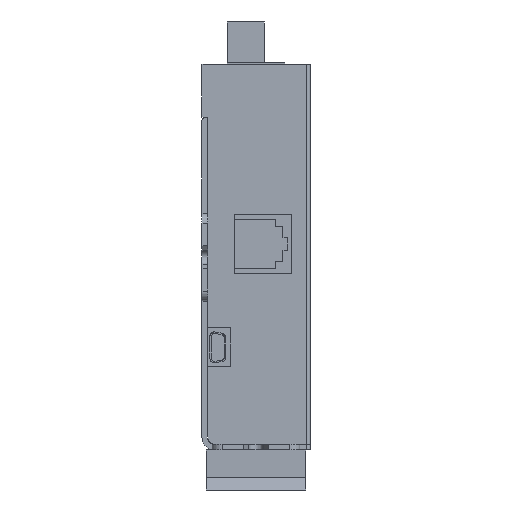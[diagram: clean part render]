
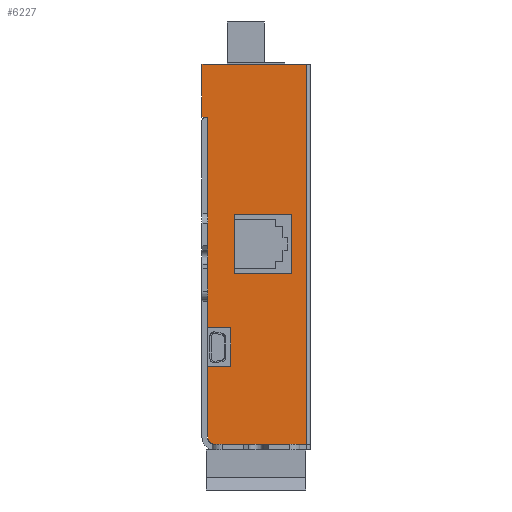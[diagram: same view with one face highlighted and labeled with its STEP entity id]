
A CAD part, front view. The second image highlights one B-rep face of the part: STEP entity #6227.
In plain terms, the highlighted planar face has unit normal (0, -1, 0).
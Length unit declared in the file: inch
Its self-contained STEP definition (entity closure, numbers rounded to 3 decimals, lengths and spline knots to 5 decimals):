
#152 = VECTOR ( 'NONE', #11996, 39.37008 ) ;
#361 = CARTESIAN_POINT ( 'NONE',  ( 0.505, -2.35, -1.855 ) ) ;
#502 = CARTESIAN_POINT ( 'NONE',  ( -0.215, -2.35, 0.425 ) ) ;
#530 = DIRECTION ( 'NONE',  ( 1., 0., 0. ) ) ;
#750 = CARTESIAN_POINT ( 'NONE',  ( -0.25, -2.35, -1.08 ) ) ;
#808 = CARTESIAN_POINT ( 'NONE',  ( -0.535, -2.35, 1.91 ) ) ;
#820 = DIRECTION ( 'NONE',  ( 0., 0., -1. ) ) ;
#860 = CARTESIAN_POINT ( 'NONE',  ( 0.355, -2.35, -0.165 ) ) ;
#871 = CARTESIAN_POINT ( 'NONE',  ( -0.48, -2.35, -1.77962 ) ) ;
#1115 = CARTESIAN_POINT ( 'NONE',  ( -0.48, -2.35, -1.77962 ) ) ;
#1187 = CARTESIAN_POINT ( 'NONE',  ( 0.435, -2.35, -1.855 ) ) ;
#1321 = CARTESIAN_POINT ( 'NONE',  ( -0.215, -2.35, -0.165 ) ) ;
#1410 = LINE ( 'NONE', #9357, #14770 ) ;
#1450 = LINE ( 'NONE', #9588, #14760 ) ;
#1474 = LINE ( 'NONE', #9579, #14706 ) ;
#1491 = LINE ( 'NONE', #8728, #14555 ) ;
#1502 = LINE ( 'NONE', #8747, #14505 ) ;
#1539 = LINE ( 'NONE', #8746, #14627 ) ;
#1567 = LINE ( 'NONE', #9519, #14754 ) ;
#1604 = LINE ( 'NONE', #9570, #14708 ) ;
#1617 = LINE ( 'NONE', #8723, #14742 ) ;
#1626 = LINE ( 'NONE', #871, #13714 ) ;
#1723 = LINE ( 'NONE', #8694, #14595 ) ;
#1725 = LINE ( 'NONE', #808, #13905 ) ;
#1756 = LINE ( 'NONE', #8712, #14746 ) ;
#1768 = LINE ( 'NONE', #9964, #2116 ) ;
#2116 = VECTOR ( 'NONE', #9965, 39.37008 ) ;
#4145 = ORIENTED_EDGE ( 'NONE', *, *, #7117, .F. ) ;
#4192 = EDGE_LOOP ( 'NONE', ( #4145, #4536, #4291, #4635 ) ) ;
#4291 = ORIENTED_EDGE ( 'NONE', *, *, #7039, .F. ) ;
#4312 = ORIENTED_EDGE ( 'NONE', *, *, #6771, .T. ) ;
#4318 = ORIENTED_EDGE ( 'NONE', *, *, #14047, .F. ) ;
#4322 = ORIENTED_EDGE ( 'NONE', *, *, #7018, .T. ) ;
#4392 = ORIENTED_EDGE ( 'NONE', *, *, #7003, .F. ) ;
#4397 = ORIENTED_EDGE ( 'NONE', *, *, #7778, .F. ) ;
#4422 = ORIENTED_EDGE ( 'NONE', *, *, #8128, .T. ) ;
#4454 = EDGE_LOOP ( 'NONE', ( #4392, #4505, #4532, #4935, #4312, #4322, #4848, #4422, #4318, #4397, #4596, #4767, #4610, #4584 ) ) ;
#4505 = ORIENTED_EDGE ( 'NONE', *, *, #8096, .F. ) ;
#4532 = ORIENTED_EDGE ( 'NONE', *, *, #8138, .F. ) ;
#4536 = ORIENTED_EDGE ( 'NONE', *, *, #5911, .F. ) ;
#4584 = ORIENTED_EDGE ( 'NONE', *, *, #14139, .T. ) ;
#4596 = ORIENTED_EDGE ( 'NONE', *, *, #7763, .T. ) ;
#4610 = ORIENTED_EDGE ( 'NONE', *, *, #8113, .T. ) ;
#4635 = ORIENTED_EDGE ( 'NONE', *, *, #7023, .F. ) ;
#4767 = ORIENTED_EDGE ( 'NONE', *, *, #6928, .T. ) ;
#4848 = ORIENTED_EDGE ( 'NONE', *, *, #14374, .T. ) ;
#4852 = LINE ( 'NONE', #11995, #152 ) ;
#4935 = ORIENTED_EDGE ( 'NONE', *, *, #6512, .T. ) ;
#5246 = AXIS2_PLACEMENT_3D ( 'NONE', #8174, #8161, #8171 ) ;
#5564 = LINE ( 'NONE', #15375, #16019 ) ;
#5607 = LINE ( 'NONE', #8558, #14547 ) ;
#5911 = EDGE_CURVE ( 'NONE', #11605, #11708, #4852, .T. ) ;
#6227 = ADVANCED_FACE ( 'NONE', ( #13184, #13300 ), #8175, .T. ) ;
#6512 = EDGE_CURVE ( 'NONE', #11081, #11792, #5564, .T. ) ;
#6771 = EDGE_CURVE ( 'NONE', #11792, #11400, #16210, .T. ) ;
#6928 = EDGE_CURVE ( 'NONE', #10847, #10815, #5607, .T. ) ;
#7003 = EDGE_CURVE ( 'NONE', #11356, #11594, #1723, .T. ) ;
#7018 = EDGE_CURVE ( 'NONE', #11400, #11839, #1491, .T. ) ;
#7023 = EDGE_CURVE ( 'NONE', #11811, #11776, #1539, .T. ) ;
#7039 = EDGE_CURVE ( 'NONE', #11776, #11605, #1502, .T. ) ;
#7117 = EDGE_CURVE ( 'NONE', #11708, #11811, #1756, .T. ) ;
#7763 = EDGE_CURVE ( 'NONE', #11184, #10847, #1617, .T. ) ;
#7778 = EDGE_CURVE ( 'NONE', #11184, #11510, #1567, .T. ) ;
#8096 = EDGE_CURVE ( 'NONE', #11848, #11356, #1410, .T. ) ;
#8113 = EDGE_CURVE ( 'NONE', #10815, #11058, #1450, .T. ) ;
#8128 = EDGE_CURVE ( 'NONE', #11713, #11568, #1474, .T. ) ;
#8138 = EDGE_CURVE ( 'NONE', #11081, #11848, #1604, .T. ) ;
#8161 = DIRECTION ( 'NONE',  ( 0., -1., 0. ) ) ;
#8171 = DIRECTION ( 'NONE',  ( 0., 0., -1. ) ) ;
#8174 = CARTESIAN_POINT ( 'NONE',  ( -0.535, -2.35, -1.91 ) ) ;
#8175 = PLANE ( 'NONE',  #5246 ) ;
#8558 = CARTESIAN_POINT ( 'NONE',  ( -0.48, -2.35, -1.77962 ) ) ;
#8559 = DIRECTION ( 'NONE',  ( 0., 0., -1. ) ) ;
#8615 = DIRECTION ( 'NONE',  ( 0., 0., -1. ) ) ;
#8691 = DIRECTION ( 'NONE',  ( -1., 0., 0. ) ) ;
#8694 = CARTESIAN_POINT ( 'NONE',  ( -0.48, -2.35, -0.7 ) ) ;
#8712 = CARTESIAN_POINT ( 'NONE',  ( -0.215, -2.35, 0.425 ) ) ;
#8723 = CARTESIAN_POINT ( 'NONE',  ( -1.46306, -2.35, 1.385 ) ) ;
#8728 = CARTESIAN_POINT ( 'NONE',  ( 1.41024, -2.35, -1.855 ) ) ;
#8732 = DIRECTION ( 'NONE',  ( 1., 0., 0. ) ) ;
#8744 = DIRECTION ( 'NONE',  ( 1., 0., 0. ) ) ;
#8746 = CARTESIAN_POINT ( 'NONE',  ( -0.215, -2.35, -0.165 ) ) ;
#8747 = CARTESIAN_POINT ( 'NONE',  ( 0.355, -2.35, 0.425 ) ) ;
#8915 = CARTESIAN_POINT ( 'NONE',  ( -0.40462, -2.35, -1.855 ) ) ;
#8961 = CARTESIAN_POINT ( 'NONE',  ( -0.25, -2.35, -0.7 ) ) ;
#9092 = CARTESIAN_POINT ( 'NONE',  ( -0.48, -2.35, 1.385 ) ) ;
#9153 = CARTESIAN_POINT ( 'NONE',  ( -0.48, -2.35, 0.435 ) ) ;
#9194 = CARTESIAN_POINT ( 'NONE',  ( -0.535, -2.35, 1.385 ) ) ;
#9233 = CARTESIAN_POINT ( 'NONE',  ( -0.48, -2.35, -1.08 ) ) ;
#9239 = CARTESIAN_POINT ( 'NONE',  ( -0.48, -2.35, -0.435 ) ) ;
#9318 = CARTESIAN_POINT ( 'NONE',  ( -0.535, -2.35, 1.91 ) ) ;
#9352 = DIRECTION ( 'NONE',  ( 0., 0., 1. ) ) ;
#9357 = CARTESIAN_POINT ( 'NONE',  ( -0.25, -2.35, -0.7 ) ) ;
#9471 = CARTESIAN_POINT ( 'NONE',  ( 0.505, -2.35, 1.91 ) ) ;
#9481 = CARTESIAN_POINT ( 'NONE',  ( 0.355, -2.35, 0.425 ) ) ;
#9489 = CARTESIAN_POINT ( 'NONE',  ( -0.48, -2.35, -0.7 ) ) ;
#9512 = DIRECTION ( 'NONE',  ( 0., 0., 1. ) ) ;
#9519 = CARTESIAN_POINT ( 'NONE',  ( -0.535, -2.35, -1.91 ) ) ;
#9523 = DIRECTION ( 'NONE',  ( 1., 0., 0. ) ) ;
#9531 = DIRECTION ( 'NONE',  ( 0., 0., 1. ) ) ;
#9570 = CARTESIAN_POINT ( 'NONE',  ( -0.48, -2.35, -1.08 ) ) ;
#9573 = DIRECTION ( 'NONE',  ( 1., 0., 0. ) ) ;
#9576 = DIRECTION ( 'NONE',  ( 0., 0., 1. ) ) ;
#9579 = CARTESIAN_POINT ( 'NONE',  ( 0.505, -2.35, -1.91 ) ) ;
#9587 = DIRECTION ( 'NONE',  ( 0., 0., -1. ) ) ;
#9588 = CARTESIAN_POINT ( 'NONE',  ( -0.48, -2.35, -1.77962 ) ) ;
#9964 = CARTESIAN_POINT ( 'NONE',  ( 1.41024, -2.35, -1.855 ) ) ;
#9965 = DIRECTION ( 'NONE',  ( 1., 0., 0. ) ) ;
#10815 = VERTEX_POINT ( 'NONE', #9153 ) ;
#10847 = VERTEX_POINT ( 'NONE', #9092 ) ;
#11058 = VERTEX_POINT ( 'NONE', #9239 ) ;
#11081 = VERTEX_POINT ( 'NONE', #9233 ) ;
#11184 = VERTEX_POINT ( 'NONE', #9194 ) ;
#11356 = VERTEX_POINT ( 'NONE', #8961 ) ;
#11400 = VERTEX_POINT ( 'NONE', #8915 ) ;
#11510 = VERTEX_POINT ( 'NONE', #9318 ) ;
#11568 = VERTEX_POINT ( 'NONE', #9471 ) ;
#11594 = VERTEX_POINT ( 'NONE', #9489 ) ;
#11605 = VERTEX_POINT ( 'NONE', #9481 ) ;
#11708 = VERTEX_POINT ( 'NONE', #502 ) ;
#11713 = VERTEX_POINT ( 'NONE', #361 ) ;
#11776 = VERTEX_POINT ( 'NONE', #860 ) ;
#11792 = VERTEX_POINT ( 'NONE', #1115 ) ;
#11811 = VERTEX_POINT ( 'NONE', #1321 ) ;
#11839 = VERTEX_POINT ( 'NONE', #1187 ) ;
#11848 = VERTEX_POINT ( 'NONE', #750 ) ;
#11995 = CARTESIAN_POINT ( 'NONE',  ( -0.215, -2.35, 0.425 ) ) ;
#11996 = DIRECTION ( 'NONE',  ( -1., 0., 0. ) ) ;
#13184 = FACE_OUTER_BOUND ( 'NONE', #4454, .T. ) ;
#13300 = FACE_BOUND ( 'NONE', #4192, .T. ) ;
#13714 = VECTOR ( 'NONE', #820, 39.37008 ) ;
#13905 = VECTOR ( 'NONE', #530, 39.37008 ) ;
#14047 = EDGE_CURVE ( 'NONE', #11510, #11568, #1725, .T. ) ;
#14139 = EDGE_CURVE ( 'NONE', #11058, #11594, #1626, .T. ) ;
#14374 = EDGE_CURVE ( 'NONE', #11839, #11713, #1768, .T. ) ;
#14505 = VECTOR ( 'NONE', #9531, 39.37008 ) ;
#14547 = VECTOR ( 'NONE', #8559, 39.37008 ) ;
#14555 = VECTOR ( 'NONE', #8732, 39.37008 ) ;
#14595 = VECTOR ( 'NONE', #8691, 39.37008 ) ;
#14627 = VECTOR ( 'NONE', #8744, 39.37008 ) ;
#14706 = VECTOR ( 'NONE', #9576, 39.37008 ) ;
#14708 = VECTOR ( 'NONE', #9573, 39.37008 ) ;
#14742 = VECTOR ( 'NONE', #9523, 39.37008 ) ;
#14746 = VECTOR ( 'NONE', #8615, 39.37008 ) ;
#14754 = VECTOR ( 'NONE', #9512, 39.37008 ) ;
#14760 = VECTOR ( 'NONE', #9587, 39.37008 ) ;
#14770 = VECTOR ( 'NONE', #9352, 39.37008 ) ;
#15079 = DIRECTION ( 'NONE',  ( 0., -1., 0. ) ) ;
#15083 = DIRECTION ( 'NONE',  ( 0., 0., 1. ) ) ;
#15084 = CARTESIAN_POINT ( 'NONE',  ( -0.40462, -2.35, -1.77962 ) ) ;
#15142 = DIRECTION ( 'NONE',  ( 0., 0., -1. ) ) ;
#15375 = CARTESIAN_POINT ( 'NONE',  ( -0.48, -2.35, -1.77962 ) ) ;
#16019 = VECTOR ( 'NONE', #15142, 39.37008 ) ;
#16037 = AXIS2_PLACEMENT_3D ( 'NONE', #15084, #15079, #15083 ) ;
#16210 = CIRCLE ( 'NONE', #16037, 0.07538 ) ;
